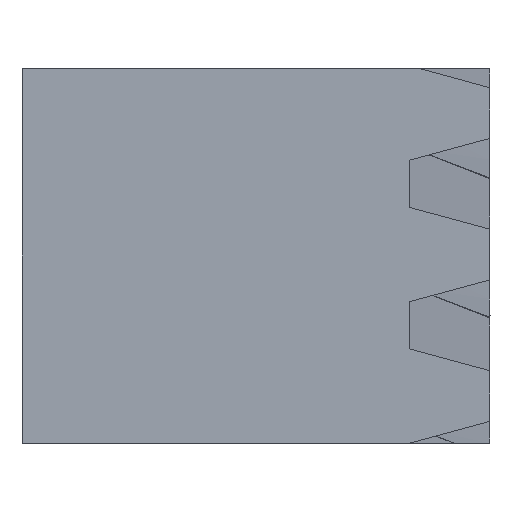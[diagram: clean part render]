
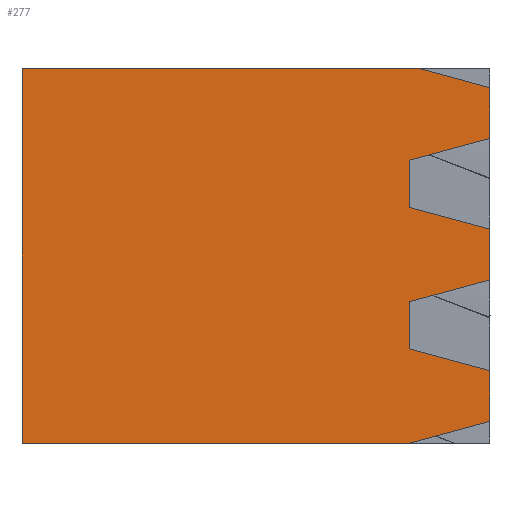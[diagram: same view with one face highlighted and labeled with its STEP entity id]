
A CAD part, left-side view. The second image highlights one B-rep face of the part: STEP entity #277.
In plain terms, the highlighted planar face has unit normal (-1, 0, 0).
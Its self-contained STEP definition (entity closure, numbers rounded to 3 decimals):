
#58 = DIRECTION ( 'NONE',  ( 0., 0., -1. ) ) ;
#67 = VERTEX_POINT ( 'NONE', #1124 ) ;
#69 = EDGE_CURVE ( 'NONE', #645, #526, #159, .T. ) ;
#75 = LINE ( 'NONE', #265, #512 ) ;
#90 = VECTOR ( 'NONE', #366, 1000. ) ;
#101 = ORIENTED_EDGE ( 'NONE', *, *, #830, .F. ) ;
#106 = DIRECTION ( 'NONE',  ( 0., 0., -1. ) ) ;
#110 = CARTESIAN_POINT ( 'NONE',  ( -20., -3.278, 6.047 ) ) ;
#145 = CARTESIAN_POINT ( 'NONE',  ( -20., 5., 8. ) ) ;
#146 = ORIENTED_EDGE ( 'NONE', *, *, #562, .F. ) ;
#147 = DIRECTION ( 'NONE',  ( 0., -0.965, 0.261 ) ) ;
#159 = LINE ( 'NONE', #667, #981 ) ;
#162 = CARTESIAN_POINT ( 'NONE',  ( -20., -3.278, 2.016 ) ) ;
#167 = VECTOR ( 'NONE', #173, 1000. ) ;
#173 = DIRECTION ( 'NONE',  ( 0., -0.965, -0.261 ) ) ;
#174 = CARTESIAN_POINT ( 'NONE',  ( -20., 5., 8. ) ) ;
#188 = LINE ( 'NONE', #145, #200 ) ;
#193 = EDGE_CURVE ( 'NONE', #620, #472, #1071, .T. ) ;
#195 = ORIENTED_EDGE ( 'NONE', *, *, #1020, .T. ) ;
#199 = DIRECTION ( 'NONE',  ( 0., -0.965, 0.261 ) ) ;
#200 = VECTOR ( 'NONE', #58, 1000. ) ;
#203 = CARTESIAN_POINT ( 'NONE',  ( -20., -4.138, 4.807 ) ) ;
#208 = CARTESIAN_POINT ( 'NONE',  ( -20., -5., 8. ) ) ;
#213 = CARTESIAN_POINT ( 'NONE',  ( -20., -5., 1.551 ) ) ;
#219 = CARTESIAN_POINT ( 'NONE',  ( -20., -5., 0.465 ) ) ;
#225 = DIRECTION ( 'NONE',  ( 0., 0., -1. ) ) ;
#235 = ORIENTED_EDGE ( 'NONE', *, *, #193, .F. ) ;
#236 = ORIENTED_EDGE ( 'NONE', *, *, #1061, .F. ) ;
#240 = EDGE_CURVE ( 'NONE', #862, #855, #75, .T. ) ;
#262 = LINE ( 'NONE', #1052, #167 ) ;
#265 = CARTESIAN_POINT ( 'NONE',  ( -20., -6.896, 0.977 ) ) ;
#268 = DIRECTION ( 'NONE',  ( 0., -1., 0. ) ) ;
#277 = ADVANCED_FACE ( 'NONE', ( #1021 ), #611, .F. ) ;
#288 = CARTESIAN_POINT ( 'NONE',  ( -20., -4.899, 7.625 ) ) ;
#314 = LINE ( 'NONE', #288, #325 ) ;
#325 = VECTOR ( 'NONE', #989, 1000. ) ;
#366 = DIRECTION ( 'NONE',  ( 0., -0.965, -0.261 ) ) ;
#373 = CARTESIAN_POINT ( 'NONE',  ( -20., -5., 8. ) ) ;
#389 = DIRECTION ( 'NONE',  ( 0., 0., -1. ) ) ;
#392 = CARTESIAN_POINT ( 'NONE',  ( -20., -5., 6.512 ) ) ;
#410 = VECTOR ( 'NONE', #389, 1000. ) ;
#414 = ORIENTED_EDGE ( 'NONE', *, *, #578, .T. ) ;
#433 = CARTESIAN_POINT ( 'NONE',  ( -20., -5., 0. ) ) ;
#443 = VERTEX_POINT ( 'NONE', #991 ) ;
#450 = DIRECTION ( 'NONE',  ( 1., 0., 0. ) ) ;
#463 = VECTOR ( 'NONE', #983, 1000. ) ;
#467 = ORIENTED_EDGE ( 'NONE', *, *, #240, .T. ) ;
#472 = VERTEX_POINT ( 'NONE', #1093 ) ;
#490 = CARTESIAN_POINT ( 'NONE',  ( -20., -5., 8. ) ) ;
#493 = VECTOR ( 'NONE', #225, 1000. ) ;
#512 = VECTOR ( 'NONE', #766, 1000. ) ;
#518 = EDGE_CURVE ( 'NONE', #645, #67, #869, .T. ) ;
#521 = VERTEX_POINT ( 'NONE', #213 ) ;
#526 = VERTEX_POINT ( 'NONE', #392 ) ;
#543 = CARTESIAN_POINT ( 'NONE',  ( -20., -6.136, 3.795 ) ) ;
#562 = EDGE_CURVE ( 'NONE', #942, #1088, #745, .T. ) ;
#563 = LINE ( 'NONE', #203, #90 ) ;
#569 = ORIENTED_EDGE ( 'NONE', *, *, #788, .T. ) ;
#574 = CARTESIAN_POINT ( 'NONE',  ( -20., -3.278, 3.023 ) ) ;
#575 = ORIENTED_EDGE ( 'NONE', *, *, #69, .T. ) ;
#577 = LINE ( 'NONE', #543, #590 ) ;
#578 = EDGE_CURVE ( 'NONE', #801, #862, #898, .T. ) ;
#590 = VECTOR ( 'NONE', #199, 1000. ) ;
#609 = EDGE_LOOP ( 'NONE', ( #996, #575, #1008, #101, #235, #195, #414, #467, #651, #236, #146, #569, #1100, #978 ) ) ;
#611 = PLANE ( 'NONE',  #701 ) ;
#616 = VERTEX_POINT ( 'NONE', #1148 ) ;
#620 = VERTEX_POINT ( 'NONE', #174 ) ;
#645 = VERTEX_POINT ( 'NONE', #110 ) ;
#651 = ORIENTED_EDGE ( 'NONE', *, *, #796, .F. ) ;
#664 = LINE ( 'NONE', #799, #770 ) ;
#667 = CARTESIAN_POINT ( 'NONE',  ( -20., -5.375, 6.613 ) ) ;
#669 = VERTEX_POINT ( 'NONE', #980 ) ;
#683 = DIRECTION ( 'NONE',  ( 0., -1., 0. ) ) ;
#701 = AXIS2_PLACEMENT_3D ( 'NONE', #373, #450, #804 ) ;
#716 = CARTESIAN_POINT ( 'NONE',  ( -20., 5., 0. ) ) ;
#733 = CARTESIAN_POINT ( 'NONE',  ( -20., -3.278, 8. ) ) ;
#745 = LINE ( 'NONE', #968, #966 ) ;
#749 = LINE ( 'NONE', #490, #493 ) ;
#766 = DIRECTION ( 'NONE',  ( 0., -0.965, 0.261 ) ) ;
#769 = EDGE_CURVE ( 'NONE', #669, #526, #664, .T. ) ;
#770 = VECTOR ( 'NONE', #106, 1000. ) ;
#788 = EDGE_CURVE ( 'NONE', #942, #443, #577, .T. ) ;
#796 = EDGE_CURVE ( 'NONE', #521, #855, #802, .T. ) ;
#799 = CARTESIAN_POINT ( 'NONE',  ( -20., -5., 8. ) ) ;
#801 = VERTEX_POINT ( 'NONE', #716 ) ;
#802 = LINE ( 'NONE', #208, #463 ) ;
#804 = DIRECTION ( 'NONE',  ( 0., 0., -1. ) ) ;
#824 = CARTESIAN_POINT ( 'NONE',  ( -20., -3.278, 0. ) ) ;
#825 = EDGE_CURVE ( 'NONE', #67, #616, #563, .T. ) ;
#827 = VECTOR ( 'NONE', #683, 1000. ) ;
#830 = EDGE_CURVE ( 'NONE', #472, #669, #314, .T. ) ;
#855 = VERTEX_POINT ( 'NONE', #219 ) ;
#862 = VERTEX_POINT ( 'NONE', #824 ) ;
#868 = VECTOR ( 'NONE', #268, 1000. ) ;
#869 = LINE ( 'NONE', #733, #410 ) ;
#898 = LINE ( 'NONE', #433, #868 ) ;
#942 = VERTEX_POINT ( 'NONE', #574 ) ;
#954 = CARTESIAN_POINT ( 'NONE',  ( -20., -5., 8. ) ) ;
#956 = DIRECTION ( 'NONE',  ( 0., 0., -1. ) ) ;
#966 = VECTOR ( 'NONE', #956, 1000. ) ;
#968 = CARTESIAN_POINT ( 'NONE',  ( -20., -3.278, 8. ) ) ;
#978 = ORIENTED_EDGE ( 'NONE', *, *, #825, .F. ) ;
#980 = CARTESIAN_POINT ( 'NONE',  ( -20., -5., 7.597 ) ) ;
#981 = VECTOR ( 'NONE', #147, 1000. ) ;
#983 = DIRECTION ( 'NONE',  ( 0., 0., -1. ) ) ;
#989 = DIRECTION ( 'NONE',  ( 0., -0.965, -0.261 ) ) ;
#991 = CARTESIAN_POINT ( 'NONE',  ( -20., -5., 3.488 ) ) ;
#996 = ORIENTED_EDGE ( 'NONE', *, *, #518, .F. ) ;
#1008 = ORIENTED_EDGE ( 'NONE', *, *, #769, .F. ) ;
#1020 = EDGE_CURVE ( 'NONE', #620, #801, #188, .T. ) ;
#1021 = FACE_OUTER_BOUND ( 'NONE', #609, .T. ) ;
#1038 = EDGE_CURVE ( 'NONE', #616, #443, #749, .T. ) ;
#1052 = CARTESIAN_POINT ( 'NONE',  ( -20., -3.377, 1.989 ) ) ;
#1061 = EDGE_CURVE ( 'NONE', #1088, #521, #262, .T. ) ;
#1071 = LINE ( 'NONE', #954, #827 ) ;
#1088 = VERTEX_POINT ( 'NONE', #162 ) ;
#1093 = CARTESIAN_POINT ( 'NONE',  ( -20., -3.509, 8. ) ) ;
#1100 = ORIENTED_EDGE ( 'NONE', *, *, #1038, .F. ) ;
#1124 = CARTESIAN_POINT ( 'NONE',  ( -20., -3.278, 5.039 ) ) ;
#1148 = CARTESIAN_POINT ( 'NONE',  ( -20., -5., 4.574 ) ) ;
